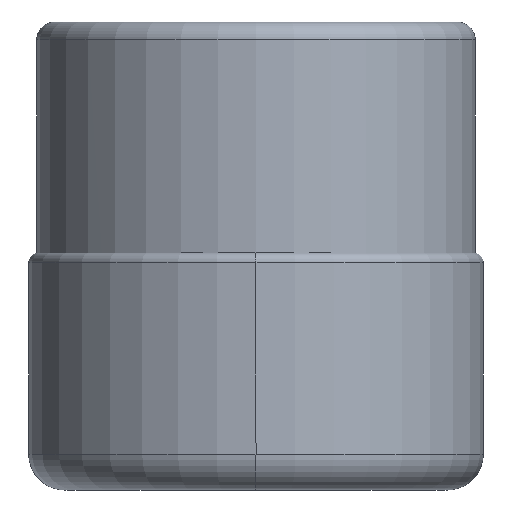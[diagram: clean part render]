
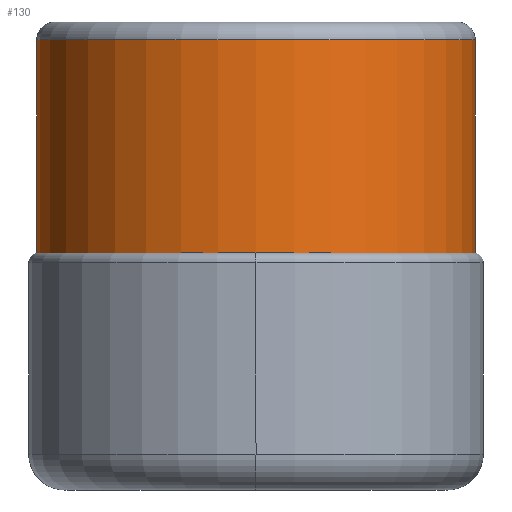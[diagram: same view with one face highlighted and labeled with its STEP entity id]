
A CAD part, left-side view. The second image highlights one B-rep face of the part: STEP entity #130.
In plain terms, the highlighted cylindrical face has radius 24.5 mm (diameter 49 mm), a partial arc.
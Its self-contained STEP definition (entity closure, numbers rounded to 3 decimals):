
#96=CYLINDRICAL_SURFACE('',#1339,24.5);
#130=ADVANCED_FACE('',(#218),#96,.T.);
#218=FACE_OUTER_BOUND('',#282,.T.);
#282=EDGE_LOOP('',(#424,#425,#426,#427,#428));
#424=ORIENTED_EDGE('',*,*,#828,.F.);
#425=ORIENTED_EDGE('',*,*,#829,.T.);
#426=ORIENTED_EDGE('',*,*,#827,.F.);
#427=ORIENTED_EDGE('',*,*,#826,.F.);
#428=ORIENTED_EDGE('',*,*,#830,.F.);
#698=VERTEX_POINT('',#2604);
#700=VERTEX_POINT('',#2608);
#701=VERTEX_POINT('',#2612);
#702=VERTEX_POINT('',#2616);
#703=VERTEX_POINT('',#2617);
#826=EDGE_CURVE('',#700,#701,#1002,.T.);
#827=EDGE_CURVE('',#701,#698,#1003,.T.);
#828=EDGE_CURVE('',#702,#703,#1004,.T.);
#829=EDGE_CURVE('',#702,#698,#1147,.T.);
#830=EDGE_CURVE('',#703,#700,#1148,.T.);
#1002=CIRCLE('',#1335,24.5);
#1003=CIRCLE('',#1336,24.5);
#1004=CIRCLE('',#1338,24.5);
#1147=LINE('',#2618,#1182);
#1148=LINE('',#2619,#1183);
#1182=VECTOR('',#1625,1.);
#1183=VECTOR('',#1626,1.);
#1335=AXIS2_PLACEMENT_3D('',#2611,#1617,#1618);
#1336=AXIS2_PLACEMENT_3D('',#2613,#1619,#1620);
#1338=AXIS2_PLACEMENT_3D('',#2615,#1623,#1624);
#1339=AXIS2_PLACEMENT_3D('',#2620,#1627,#1628);
#1617=DIRECTION('',(0.,0.,1.));
#1618=DIRECTION('',(0.,1.,0.));
#1619=DIRECTION('',(0.,0.,1.));
#1620=DIRECTION('',(-0.001,1.,0.));
#1623=DIRECTION('',(0.,0.,-1.));
#1624=DIRECTION('',(0.,-1.,0.));
#1625=DIRECTION('',(0.,0.,1.));
#1626=DIRECTION('',(0.,0.,1.));
#1627=DIRECTION('',(0.,0.,-1.));
#1628=DIRECTION('',(0.,-1.,0.));
#2604=CARTESIAN_POINT('',(0.,-24.5,-2.));
#2608=CARTESIAN_POINT('',(0.,24.5,-2.));
#2611=CARTESIAN_POINT('',(0.,0.,-2.));
#2612=CARTESIAN_POINT('',(-0.016,24.5,-2.));
#2613=CARTESIAN_POINT('',(0.,0.,-2.));
#2615=CARTESIAN_POINT('',(0.,0.,-49.));
#2616=CARTESIAN_POINT('',(0.,-24.5,-49.));
#2617=CARTESIAN_POINT('',(0.,24.5,-49.));
#2618=CARTESIAN_POINT('',(0.,-24.5,-2.));
#2619=CARTESIAN_POINT('',(0.,24.5,-2.));
#2620=CARTESIAN_POINT('',(0.,0.,2.5));
